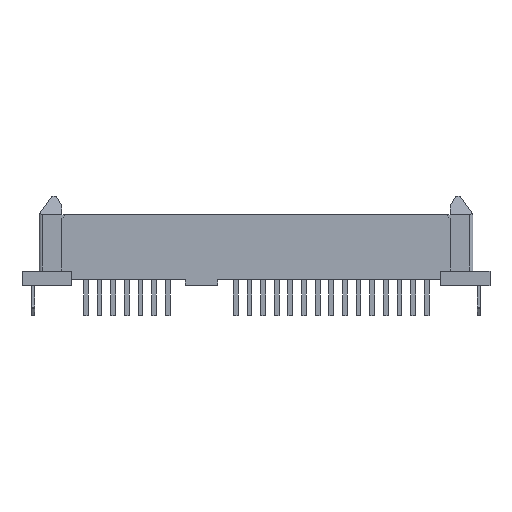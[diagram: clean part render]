
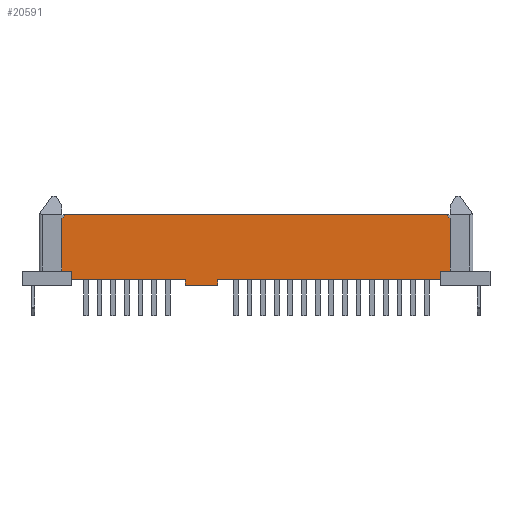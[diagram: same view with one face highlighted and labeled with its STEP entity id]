
A CAD part, front view. The second image highlights one B-rep face of the part: STEP entity #20591.
In plain terms, the highlighted planar face has unit normal (0, -1, 0).
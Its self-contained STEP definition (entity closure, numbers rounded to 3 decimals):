
#433 = EDGE_CURVE ( 'NONE', #1425, #20794, #11069, .T. ) ;
#628 = DIRECTION ( 'NONE',  ( 0., 0., 1. ) ) ;
#1306 = ORIENTED_EDGE ( 'NONE', *, *, #433, .T. ) ;
#1425 = VERTEX_POINT ( 'NONE', #9803 ) ;
#1623 = DIRECTION ( 'NONE',  ( 1., 0., 0. ) ) ;
#1724 = CARTESIAN_POINT ( 'NONE',  ( -17.745, -1.75, 0. ) ) ;
#1888 = VECTOR ( 'NONE', #20765, 1000. ) ;
#1935 = LINE ( 'NONE', #11244, #23160 ) ;
#2006 = ORIENTED_EDGE ( 'NONE', *, *, #11242, .F. ) ;
#2086 = CARTESIAN_POINT ( 'NONE',  ( 17.21, -1.75, -5.25 ) ) ;
#2228 = CARTESIAN_POINT ( 'NONE',  ( -17.21, -1.75, -5.25 ) ) ;
#2430 = ORIENTED_EDGE ( 'NONE', *, *, #7927, .T. ) ;
#2811 = ORIENTED_EDGE ( 'NONE', *, *, #14298, .F. ) ;
#2900 = CARTESIAN_POINT ( 'NONE',  ( 18.095, -1.75, -5.25 ) ) ;
#3009 = EDGE_CURVE ( 'NONE', #16097, #24159, #6107, .T. ) ;
#3360 = DIRECTION ( 'NONE',  ( -1., 0., 0. ) ) ;
#3389 = DIRECTION ( 'NONE',  ( -0.707, 0., -0.707 ) ) ;
#3463 = CARTESIAN_POINT ( 'NONE',  ( -3.58, -1.75, -6.05 ) ) ;
#3782 = EDGE_CURVE ( 'NONE', #4838, #20794, #9497, .T. ) ;
#3844 = CARTESIAN_POINT ( 'NONE',  ( -18.095, -1.75, -5.25 ) ) ;
#4122 = CARTESIAN_POINT ( 'NONE',  ( 18.095, -1.75, -0.35 ) ) ;
#4198 = DIRECTION ( 'NONE',  ( 1., 0., 0. ) ) ;
#4615 = DIRECTION ( 'NONE',  ( 0., 0., -1. ) ) ;
#4625 = CARTESIAN_POINT ( 'NONE',  ( 17.21, -1.75, -6.05 ) ) ;
#4699 = LINE ( 'NONE', #10744, #12222 ) ;
#4760 = ORIENTED_EDGE ( 'NONE', *, *, #20055, .F. ) ;
#4838 = VERTEX_POINT ( 'NONE', #3844 ) ;
#4980 = VECTOR ( 'NONE', #20840, 1000. ) ;
#5021 = LINE ( 'NONE', #20707, #21200 ) ;
#5211 = VECTOR ( 'NONE', #4198, 1000. ) ;
#5381 = CARTESIAN_POINT ( 'NONE',  ( -3.58, -1.75, -6.05 ) ) ;
#5531 = CARTESIAN_POINT ( 'NONE',  ( -18.095, -1.75, -5.25 ) ) ;
#5654 = PLANE ( 'NONE',  #7683 ) ;
#5683 = EDGE_LOOP ( 'NONE', ( #2811, #4760, #24301, #2430, #13643, #11762, #8782, #14412, #22231, #7531, #15040, #2006, #1306, #8721 ) ) ;
#5737 = VECTOR ( 'NONE', #3389, 1000. ) ;
#6107 = LINE ( 'NONE', #23479, #17355 ) ;
#6287 = CARTESIAN_POINT ( 'NONE',  ( -17.21, -1.75, -6.05 ) ) ;
#6939 = VECTOR ( 'NONE', #628, 1000. ) ;
#7531 = ORIENTED_EDGE ( 'NONE', *, *, #17203, .T. ) ;
#7683 = AXIS2_PLACEMENT_3D ( 'NONE', #15309, #23163, #17562 ) ;
#7835 = VERTEX_POINT ( 'NONE', #23454 ) ;
#7927 = EDGE_CURVE ( 'NONE', #19413, #20292, #4699, .T. ) ;
#7929 = LINE ( 'NONE', #1724, #1888 ) ;
#8004 = VECTOR ( 'NONE', #12393, 1000. ) ;
#8536 = VERTEX_POINT ( 'NONE', #10927 ) ;
#8721 = ORIENTED_EDGE ( 'NONE', *, *, #3782, .F. ) ;
#8782 = ORIENTED_EDGE ( 'NONE', *, *, #18553, .T. ) ;
#8827 = EDGE_CURVE ( 'NONE', #21067, #19413, #21473, .T. ) ;
#9497 = LINE ( 'NONE', #5531, #4980 ) ;
#9583 = CARTESIAN_POINT ( 'NONE',  ( -18.095, -1.75, -5.25 ) ) ;
#9607 = VECTOR ( 'NONE', #1623, 1000. ) ;
#9803 = CARTESIAN_POINT ( 'NONE',  ( -17.745, -1.75, 0. ) ) ;
#10094 = CARTESIAN_POINT ( 'NONE',  ( 18.095, -1.75, -5.25 ) ) ;
#10627 = EDGE_CURVE ( 'NONE', #19093, #8536, #1935, .T. ) ;
#10744 = CARTESIAN_POINT ( 'NONE',  ( -6.58, -1.75, -6.05 ) ) ;
#10819 = DIRECTION ( 'NONE',  ( 0., 0., -1. ) ) ;
#10927 = CARTESIAN_POINT ( 'NONE',  ( 17.745, -1.75, 0. ) ) ;
#11069 = LINE ( 'NONE', #20563, #5737 ) ;
#11242 = EDGE_CURVE ( 'NONE', #1425, #8536, #7929, .T. ) ;
#11244 = CARTESIAN_POINT ( 'NONE',  ( 18.095, -1.75, -0.35 ) ) ;
#11526 = VECTOR ( 'NONE', #23141, 1000. ) ;
#11762 = ORIENTED_EDGE ( 'NONE', *, *, #18102, .F. ) ;
#12222 = VECTOR ( 'NONE', #19891, 1000. ) ;
#12393 = DIRECTION ( 'NONE',  ( 1., 0., 0. ) ) ;
#12894 = CARTESIAN_POINT ( 'NONE',  ( -18.095, -1.75, -5.25 ) ) ;
#13366 = CARTESIAN_POINT ( 'NONE',  ( -6.58, -1.75, -6.6 ) ) ;
#13615 = VERTEX_POINT ( 'NONE', #20620 ) ;
#13643 = ORIENTED_EDGE ( 'NONE', *, *, #19070, .T. ) ;
#14206 = LINE ( 'NONE', #18679, #9607 ) ;
#14298 = EDGE_CURVE ( 'NONE', #24377, #4838, #21168, .T. ) ;
#14412 = ORIENTED_EDGE ( 'NONE', *, *, #3009, .F. ) ;
#14571 = FACE_OUTER_BOUND ( 'NONE', #5683, .T. ) ;
#14827 = VECTOR ( 'NONE', #3360, 1000. ) ;
#15040 = ORIENTED_EDGE ( 'NONE', *, *, #10627, .T. ) ;
#15309 = CARTESIAN_POINT ( 'NONE',  ( -18.095, -1.75, 0. ) ) ;
#15536 = DIRECTION ( 'NONE',  ( -0.707, 0., 0.707 ) ) ;
#15615 = VERTEX_POINT ( 'NONE', #2900 ) ;
#16097 = VERTEX_POINT ( 'NONE', #2086 ) ;
#17203 = EDGE_CURVE ( 'NONE', #15615, #19093, #19593, .T. ) ;
#17355 = VECTOR ( 'NONE', #4615, 1000. ) ;
#17562 = DIRECTION ( 'NONE',  ( 0., 0., -1. ) ) ;
#18102 = EDGE_CURVE ( 'NONE', #7835, #13615, #19585, .T. ) ;
#18523 = CARTESIAN_POINT ( 'NONE',  ( -17.21, -1.75, -6.05 ) ) ;
#18553 = EDGE_CURVE ( 'NONE', #7835, #24159, #20518, .T. ) ;
#18679 = CARTESIAN_POINT ( 'NONE',  ( -6.58, -1.75, -6.6 ) ) ;
#19070 = EDGE_CURVE ( 'NONE', #20292, #13615, #14206, .T. ) ;
#19093 = VERTEX_POINT ( 'NONE', #4122 ) ;
#19413 = VERTEX_POINT ( 'NONE', #24334 ) ;
#19585 = LINE ( 'NONE', #5381, #23425 ) ;
#19593 = LINE ( 'NONE', #10094, #6939 ) ;
#19891 = DIRECTION ( 'NONE',  ( 0., 0., -1. ) ) ;
#20055 = EDGE_CURVE ( 'NONE', #21067, #24377, #5021, .T. ) ;
#20116 = EDGE_CURVE ( 'NONE', #15615, #16097, #24106, .T. ) ;
#20292 = VERTEX_POINT ( 'NONE', #13366 ) ;
#20326 = CARTESIAN_POINT ( 'NONE',  ( -18.095, -1.75, -0.35 ) ) ;
#20518 = LINE ( 'NONE', #3463, #8004 ) ;
#20563 = CARTESIAN_POINT ( 'NONE',  ( -17.745, -1.75, 0. ) ) ;
#20591 = ADVANCED_FACE ( 'NONE', ( #14571 ), #5654, .T. ) ;
#20620 = CARTESIAN_POINT ( 'NONE',  ( -3.58, -1.75, -6.6 ) ) ;
#20707 = CARTESIAN_POINT ( 'NONE',  ( -17.21, -1.75, 0. ) ) ;
#20765 = DIRECTION ( 'NONE',  ( 1., 0., 0. ) ) ;
#20794 = VERTEX_POINT ( 'NONE', #20326 ) ;
#20840 = DIRECTION ( 'NONE',  ( 0., 0., 1. ) ) ;
#21067 = VERTEX_POINT ( 'NONE', #18523 ) ;
#21168 = LINE ( 'NONE', #9583, #11526 ) ;
#21200 = VECTOR ( 'NONE', #24636, 1000. ) ;
#21473 = LINE ( 'NONE', #6287, #5211 ) ;
#22231 = ORIENTED_EDGE ( 'NONE', *, *, #20116, .F. ) ;
#23141 = DIRECTION ( 'NONE',  ( -1., 0., 0. ) ) ;
#23160 = VECTOR ( 'NONE', #15536, 1000. ) ;
#23163 = DIRECTION ( 'NONE',  ( 0., -1., 0. ) ) ;
#23425 = VECTOR ( 'NONE', #10819, 1000. ) ;
#23454 = CARTESIAN_POINT ( 'NONE',  ( -3.58, -1.75, -6.05 ) ) ;
#23479 = CARTESIAN_POINT ( 'NONE',  ( 17.21, -1.75, 0. ) ) ;
#24106 = LINE ( 'NONE', #12894, #14827 ) ;
#24159 = VERTEX_POINT ( 'NONE', #4625 ) ;
#24301 = ORIENTED_EDGE ( 'NONE', *, *, #8827, .T. ) ;
#24334 = CARTESIAN_POINT ( 'NONE',  ( -6.58, -1.75, -6.05 ) ) ;
#24377 = VERTEX_POINT ( 'NONE', #2228 ) ;
#24636 = DIRECTION ( 'NONE',  ( 0., 0., 1. ) ) ;
